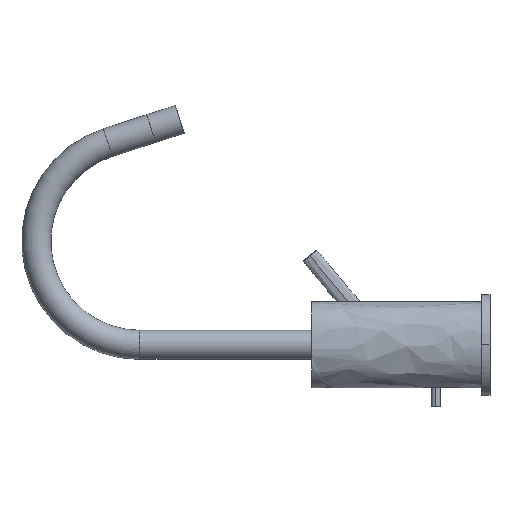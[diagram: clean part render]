
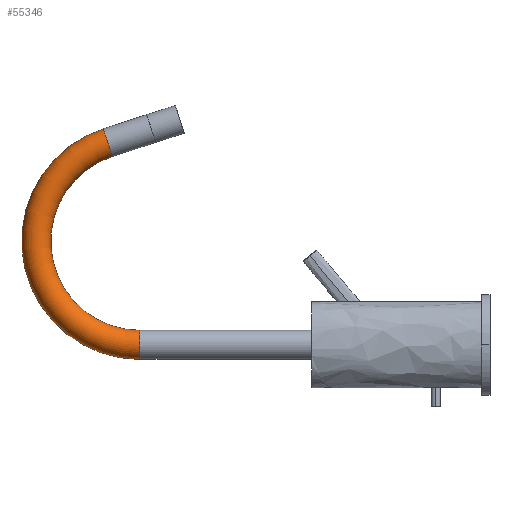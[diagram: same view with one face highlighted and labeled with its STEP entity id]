
A CAD part, left-side view. The second image highlights one B-rep face of the part: STEP entity #55346.
In plain terms, the highlighted toroidal (fillet/blend) face has major radius 64 mm and minor radius 9 mm.
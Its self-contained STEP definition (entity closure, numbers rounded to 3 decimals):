
#54098=CARTESIAN_POINT('',(0.,230.877,124.868));
#54099=DIRECTION('',(0.,-0.951,0.309));
#54100=DIRECTION('',(0.,0.309,0.951));
#54101=AXIS2_PLACEMENT_3D('',#54098,#54099,#54100);
#54107=CARTESIAN_POINT('',(0.,211.1,0.));
#54108=DIRECTION('',(0.,1.,0.));
#54109=DIRECTION('',(0.,0.,-1.));
#54110=AXIS2_PLACEMENT_3D('',#54107,#54108,#54109);
#54112=CARTESIAN_POINT('',(0.,211.1,64.));
#54113=DIRECTION('',(1.,0.,0.));
#54114=DIRECTION('',(0.,0.,-1.));
#54115=AXIS2_PLACEMENT_3D('',#54112,#54113,#54114);
#54874=CARTESIAN_POINT('',(0.,211.1,64.));
#54875=DIRECTION('',(1.,0.,0.));
#54876=DIRECTION('',(0.,0.,-1.));
#54877=AXIS2_PLACEMENT_3D('',#54874,#54875,#54876);
#55023=CARTESIAN_POINT('',(0.,211.1,9.));
#55024=CARTESIAN_POINT('',(0.,211.1,-9.));
#55025=VERTEX_POINT('',#55023);
#55026=VERTEX_POINT('',#55024);
#55031=CARTESIAN_POINT('',(0.,228.096,
116.308));
#55032=CARTESIAN_POINT('',(0.,233.658,
133.427));
#55033=VERTEX_POINT('',#55031);
#55034=VERTEX_POINT('',#55032);
#55332=CARTESIAN_POINT('',(0.,211.1,64.));
#55333=DIRECTION('',(1.,0.,0.));
#55334=DIRECTION('',(0.,0.,1.));
#55335=AXIS2_PLACEMENT_3D('',#55332,#55333,#55334);
#55336=TOROIDAL_SURFACE('',#55335,64.,9.);
#55338=ORIENTED_EDGE('',*,*,#55337,.F.);
#55340=ORIENTED_EDGE('',*,*,#55339,.T.);
#55341=ORIENTED_EDGE('',*,*,#55314,.T.);
#55343=ORIENTED_EDGE('',*,*,#55342,.F.);
#55344=EDGE_LOOP('',(#55338,#55340,#55341,#55343));
#55345=FACE_OUTER_BOUND('',#55344,.F.);
#55346=ADVANCED_FACE('',(#55345),#55336,.T.);
#54102=CIRCLE('',#54101,9.);
#54111=CIRCLE('',#54110,9.);
#54116=CIRCLE('',#54115,73.);
#54878=CIRCLE('',#54877,55.);
#55314=EDGE_CURVE('',#55034,#55033,#54102,.T.);
#55337=EDGE_CURVE('',#55026,#55025,#54111,.T.);
#55339=EDGE_CURVE('',#55026,#55034,#54116,.T.);
#55342=EDGE_CURVE('',#55025,#55033,#54878,.T.);
